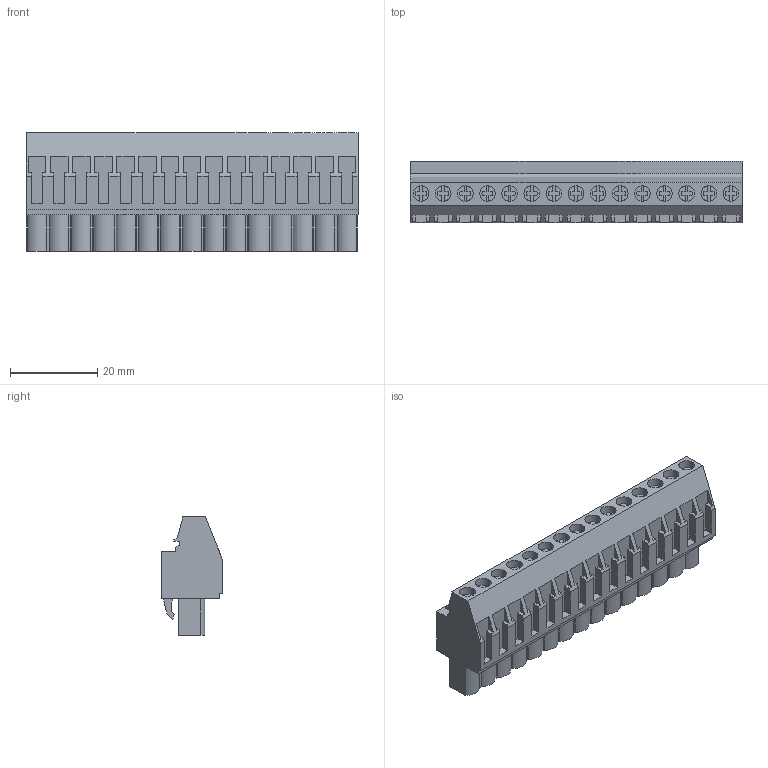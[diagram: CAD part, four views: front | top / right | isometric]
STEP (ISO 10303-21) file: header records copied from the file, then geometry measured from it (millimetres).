
FILE_DESCRIPTION(('CATIA V5 STEP','CAx-IF Rec.Pracs.--- Model Styling and Organization---1.2---2011-12-15'),'2;1');
FILE_NAME ('D1467926_0_1948370000_1948370000.stp','2017-09-08T11:01:24+00:00',('none'),('Weidmueller'),'CATIA Version 5-6 Release 2014','CATIA V5 STEP AP214','none');
FILE_SCHEMA(('AUTOMOTIVE_DESIGN { 1 0 10303 214 1 1 1 1 }'));
Length unit declared in the file: millimetre
Products named in the file (1): 1948370000
Bounding box: 76.2 x 14.1 x 27.2 mm (x, y, z)
Volume: 17345.6 mm3; surface area: 10049.4 mm2
Topology: 16 solids, 16 shells, 979 faces, 2710 edges, 1826 vertices
Faces by surface type: plane 844, cylinder 133, extrusion 2
Entity records: 28614 total; most frequent: ORIENTED_EDGE 5420, CARTESIAN_POINT 5109, DIRECTION 3848, EDGE_CURVE 2710, VECTOR 2382, LINE 2380, VERTEX_POINT 1826, EDGE_LOOP 1042
